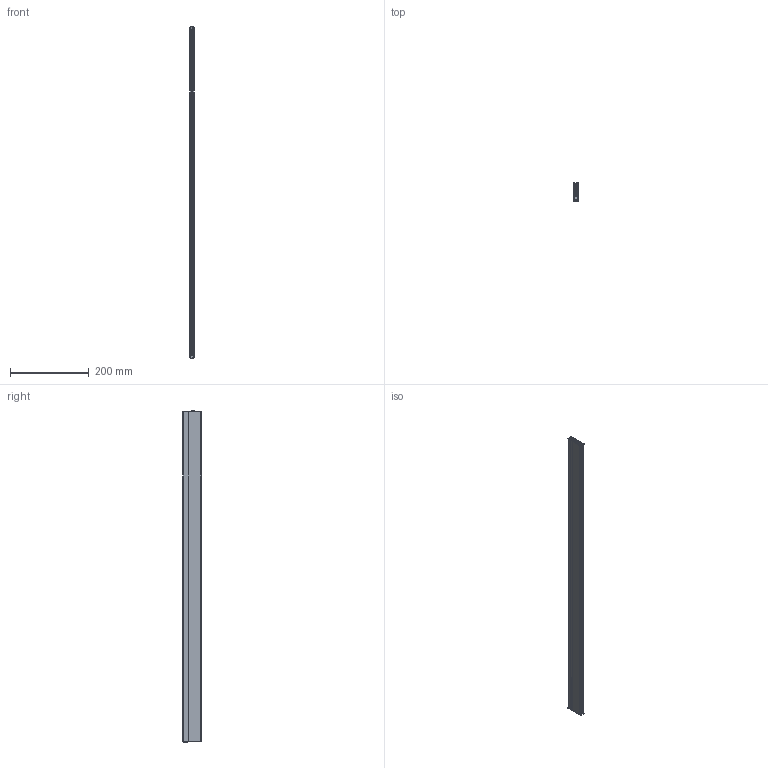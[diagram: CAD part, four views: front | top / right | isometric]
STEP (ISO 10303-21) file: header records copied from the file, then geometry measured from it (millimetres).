
FILE_DESCRIPTION (( 'STEP AP203' ), '1' );
FILE_NAME ('KG F8 schmal mit Abschlusskappen 834.STEP', '2025-07-22T10:46:08', ( '' ), ( '' ), 'SwSTEP 2.0', 'SolidWorks 2023', '' );
FILE_SCHEMA (( 'CONFIG_CONTROL_DESIGN' ));
Length unit declared in the file: millimetre
Products named in the file (8): Betätigungsteil_WA; Abschlusskappe KG-F8 Auslöseseite; Aussengehäuse_WA_952; M2.9x13; Schutzprofil KG-F8 mit Schraubkanal 834_1000; KG F8 schmal mit Abschlusskappen 834; Abschlusskappe KG-F8; Innengeometrie_WA_952
Assembly tree (8 placements, depth 2):
  KG F8 schmal mit Abschlusskappen 834
    Schutzprofil KG-F8 mit Schraubkanal 834_1000
    Aussengehäuse_WA_952
    Betätigungsteil_WA
    Innengeometrie_WA_952
    Abschlusskappe KG-F8 Auslöseseite
    Abschlusskappe KG-F8
    M2.9x13  x2
Bounding box: 11.8 x 46 x 841.25 mm (x, y, z)
Volume: 243575.8 mm3; surface area: 375072.7 mm2
Topology: 23 solids, 23 shells, 1422 faces, 3890 edges, 2522 vertices
Faces by surface type: plane 710, bspline 456, cylinder 190, cone 28, sphere 20, torus 18
Entity records: 59437 total; most frequent: CARTESIAN_POINT 26507, ORIENTED_EDGE 7528, DIRECTION 5012, EDGE_CURVE 3764, VERTEX_POINT 2466, LINE 2452, VECTOR 2452, EDGE_LOOP 1512
